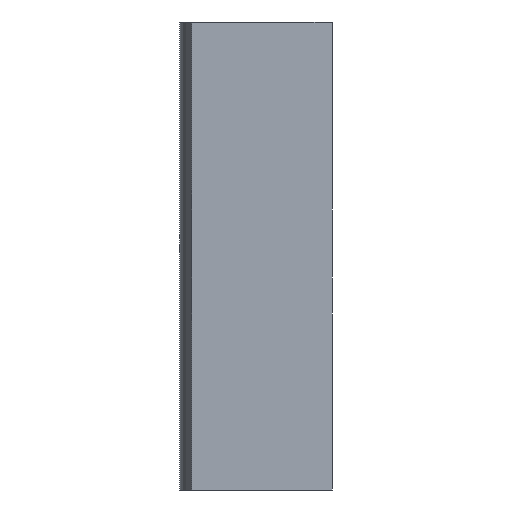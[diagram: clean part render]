
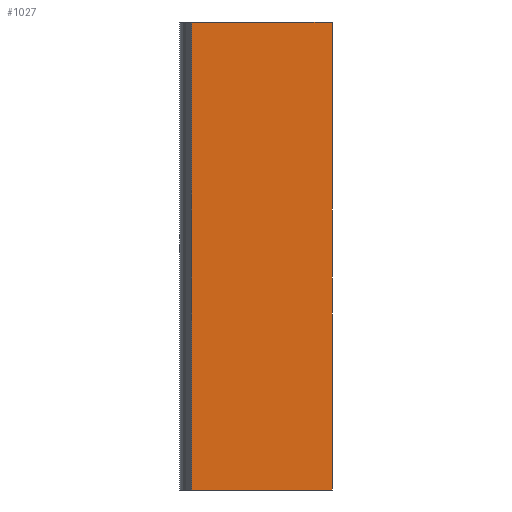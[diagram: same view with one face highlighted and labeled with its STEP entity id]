
A CAD part, left-side view. The second image highlights one B-rep face of the part: STEP entity #1027.
In plain terms, the highlighted planar face has unit normal (-1, 0, 0).
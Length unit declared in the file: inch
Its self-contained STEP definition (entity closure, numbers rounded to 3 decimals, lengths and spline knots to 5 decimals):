
#24 = ORIENTED_EDGE ( 'NONE', *, *, #388, .F. ) ;
#56 = PLANE ( 'NONE',  #163 ) ;
#74 = CARTESIAN_POINT ( 'NONE',  ( -1.1811, 0., -0.3937 ) ) ;
#95 = LINE ( 'NONE', #633, #410 ) ;
#114 = EDGE_CURVE ( 'NONE', #312, #910, #544, .T. ) ;
#126 = EDGE_CURVE ( 'NONE', #910, #324, #95, .T. ) ;
#139 = CARTESIAN_POINT ( 'NONE',  ( -1.1811, 0., -0.3937 ) ) ;
#147 = DIRECTION ( 'NONE',  ( 0., 1., 0. ) ) ;
#163 = AXIS2_PLACEMENT_3D ( 'NONE', #139, #218, #922 ) ;
#173 = EDGE_LOOP ( 'NONE', ( #24, #332, #971, #603 ) ) ;
#176 = LINE ( 'NONE', #813, #740 ) ;
#194 = CARTESIAN_POINT ( 'NONE',  ( -1.1811, 0.23622, -0.3937 ) ) ;
#218 = DIRECTION ( 'NONE',  ( 1., 0., 0. ) ) ;
#278 = VECTOR ( 'NONE', #147, 39.37008 ) ;
#312 = VERTEX_POINT ( 'NONE', #995 ) ;
#324 = VERTEX_POINT ( 'NONE', #444 ) ;
#332 = ORIENTED_EDGE ( 'NONE', *, *, #1152, .F. ) ;
#388 = EDGE_CURVE ( 'NONE', #954, #324, #176, .T. ) ;
#410 = VECTOR ( 'NONE', #718, 39.37008 ) ;
#444 = CARTESIAN_POINT ( 'NONE',  ( -1.1811, 0.23622, 0.3937 ) ) ;
#455 = DIRECTION ( 'NONE',  ( 0., 0., 1. ) ) ;
#544 = LINE ( 'NONE', #981, #597 ) ;
#597 = VECTOR ( 'NONE', #455, 39.37008 ) ;
#603 = ORIENTED_EDGE ( 'NONE', *, *, #126, .T. ) ;
#623 = DIRECTION ( 'NONE',  ( 0., 0., 1. ) ) ;
#633 = CARTESIAN_POINT ( 'NONE',  ( -1.1811, 0.23622, 0.3937 ) ) ;
#718 = DIRECTION ( 'NONE',  ( 0., 1., 0. ) ) ;
#740 = VECTOR ( 'NONE', #623, 39.37008 ) ;
#810 = CARTESIAN_POINT ( 'NONE',  ( -1.1811, 0., 0.3937 ) ) ;
#813 = CARTESIAN_POINT ( 'NONE',  ( -1.1811, 0.23622, -0.3937 ) ) ;
#910 = VERTEX_POINT ( 'NONE', #810 ) ;
#922 = DIRECTION ( 'NONE',  ( 0., 0., -1. ) ) ;
#954 = VERTEX_POINT ( 'NONE', #194 ) ;
#971 = ORIENTED_EDGE ( 'NONE', *, *, #114, .T. ) ;
#981 = CARTESIAN_POINT ( 'NONE',  ( -1.1811, 0., -0.3937 ) ) ;
#995 = CARTESIAN_POINT ( 'NONE',  ( -1.1811, 0., -0.3937 ) ) ;
#1008 = FACE_OUTER_BOUND ( 'NONE', #173, .T. ) ;
#1027 = ADVANCED_FACE ( 'NONE', ( #1008 ), #56, .F. ) ;
#1136 = LINE ( 'NONE', #74, #278 ) ;
#1152 = EDGE_CURVE ( 'NONE', #312, #954, #1136, .T. ) ;
